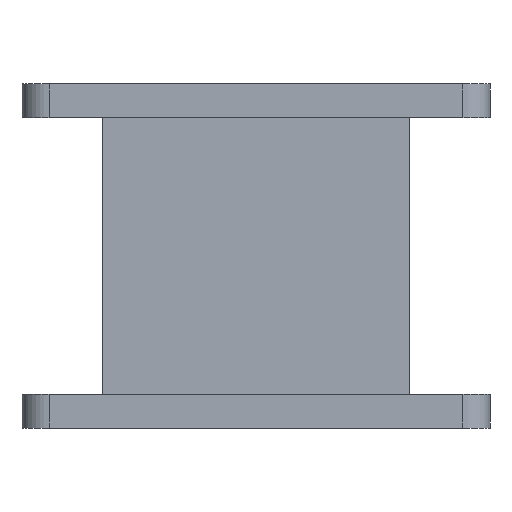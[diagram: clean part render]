
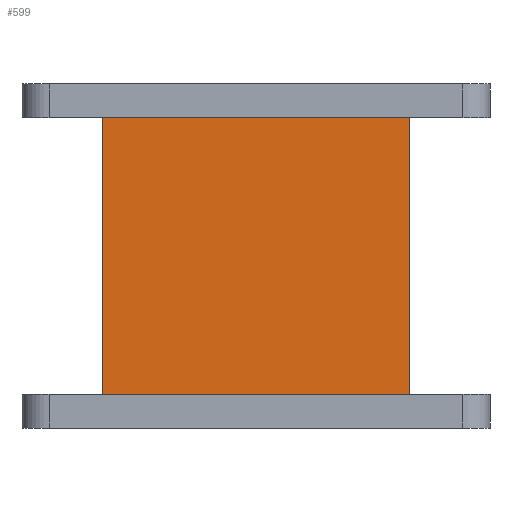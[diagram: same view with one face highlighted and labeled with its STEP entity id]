
A CAD part, front view. The second image highlights one B-rep face of the part: STEP entity #599.
In plain terms, the highlighted planar face has unit normal (0, -1, 0).
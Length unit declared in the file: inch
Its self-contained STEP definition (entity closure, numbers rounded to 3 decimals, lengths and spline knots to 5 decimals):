
#63 = VECTOR ( 'NONE', #446, 39.37008 ) ;
#152 = EDGE_CURVE ( 'NONE', #2503, #1528, #595, .T. ) ;
#273 = ORIENTED_EDGE ( 'NONE', *, *, #152, .T. ) ;
#440 = CARTESIAN_POINT ( 'NONE',  ( -1.78, -0.93, -1.6063 ) ) ;
#446 = DIRECTION ( 'NONE',  ( -1., 0., 0. ) ) ;
#571 = AXIS2_PLACEMENT_3D ( 'NONE', #1335, #1855, #2571 ) ;
#595 = LINE ( 'NONE', #2098, #1562 ) ;
#599 = ADVANCED_FACE ( 'NONE', ( #2557 ), #1575, .F. ) ;
#809 = EDGE_CURVE ( 'NONE', #2503, #2540, #1968, .T. ) ;
#841 = EDGE_LOOP ( 'NONE', ( #2541, #1741, #273, #1919 ) ) ;
#1280 = DIRECTION ( 'NONE',  ( 0., 0., -1. ) ) ;
#1289 = CARTESIAN_POINT ( 'NONE',  ( 1.78, -0.93, -1.6063 ) ) ;
#1335 = CARTESIAN_POINT ( 'NONE',  ( -1.78, -0.93, 2. ) ) ;
#1528 = VERTEX_POINT ( 'NONE', #2041 ) ;
#1562 = VECTOR ( 'NONE', #1599, 39.37008 ) ;
#1575 = PLANE ( 'NONE',  #571 ) ;
#1599 = DIRECTION ( 'NONE',  ( -1., 0., 0. ) ) ;
#1741 = ORIENTED_EDGE ( 'NONE', *, *, #809, .F. ) ;
#1855 = DIRECTION ( 'NONE',  ( 0., 1., 0. ) ) ;
#1919 = ORIENTED_EDGE ( 'NONE', *, *, #2878, .T. ) ;
#1968 = LINE ( 'NONE', #2715, #2582 ) ;
#1970 = CARTESIAN_POINT ( 'NONE',  ( 0., -0.93, -1.6063 ) ) ;
#2041 = CARTESIAN_POINT ( 'NONE',  ( -1.78, -0.93, 1.6063 ) ) ;
#2056 = VECTOR ( 'NONE', #2666, 39.37008 ) ;
#2098 = CARTESIAN_POINT ( 'NONE',  ( -1.78, -0.93, 1.6063 ) ) ;
#2231 = CARTESIAN_POINT ( 'NONE',  ( -1.78, -0.93, 2. ) ) ;
#2280 = CARTESIAN_POINT ( 'NONE',  ( 1.78, -0.93, 1.6063 ) ) ;
#2503 = VERTEX_POINT ( 'NONE', #2280 ) ;
#2540 = VERTEX_POINT ( 'NONE', #1289 ) ;
#2541 = ORIENTED_EDGE ( 'NONE', *, *, #2744, .F. ) ;
#2557 = FACE_OUTER_BOUND ( 'NONE', #841, .T. ) ;
#2571 = DIRECTION ( 'NONE',  ( 1., 0., 0. ) ) ;
#2582 = VECTOR ( 'NONE', #1280, 39.37008 ) ;
#2666 = DIRECTION ( 'NONE',  ( 0., 0., -1. ) ) ;
#2715 = CARTESIAN_POINT ( 'NONE',  ( 1.78, -0.93, 2. ) ) ;
#2744 = EDGE_CURVE ( 'NONE', #2540, #3231, #3166, .T. ) ;
#2878 = EDGE_CURVE ( 'NONE', #1528, #3231, #2941, .T. ) ;
#2941 = LINE ( 'NONE', #2231, #2056 ) ;
#3166 = LINE ( 'NONE', #1970, #63 ) ;
#3231 = VERTEX_POINT ( 'NONE', #440 ) ;
